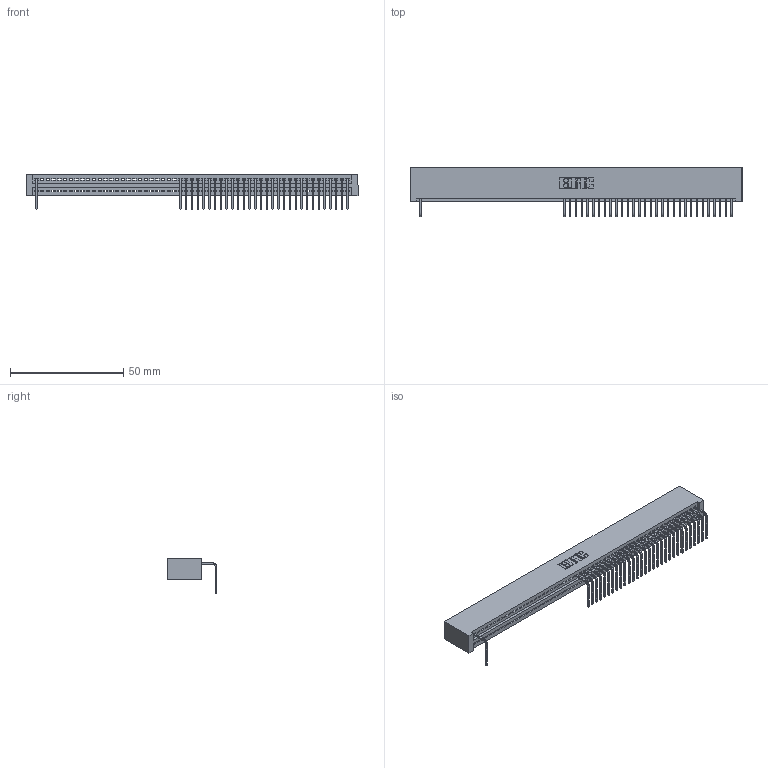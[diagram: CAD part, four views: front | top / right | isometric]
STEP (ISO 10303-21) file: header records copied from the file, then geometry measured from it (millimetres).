
FILE_DESCRIPTION (( 'STEP AP203' ), '1' );
FILE_NAME ('345-055-558-101.STEP', '2018-09-24T05:24:06', ( '' ), ( '' ), 'SwSTEP 2.0', 'SolidWorks 2016', '' );
FILE_SCHEMA (( 'CONFIG_CONTROL_DESIGN' ));
Length unit declared in the file: inch
Products named in the file (3): 345-055-558-101; 345 Part_No Mounting Lugs; 345-292-001_558 Tail - 2
Assembly tree (32 placements, depth 2):
  345-055-558-101
    345 Part_No Mounting Lugs
    345-292-001_558 Tail - 2  x31
Bounding box: 146.3 x 21.83 x 15.37 mm (x, y, z)
Volume: 14415.4 mm3; surface area: 18671.1 mm2
Topology: 32 solids, 32 shells, 2362 faces, 7255 edges, 4794 vertices
Faces by surface type: plane 1714, cylinder 648
Entity records: 38683 total; most frequent: ORIENTED_EDGE 6830, CARTESIAN_POINT 6817, DIRECTION 5901, EDGE_CURVE 3415, LINE 3071, VECTOR 3071, VERTEX_POINT 2274, AXIS2_PLACEMENT_3D 1415
